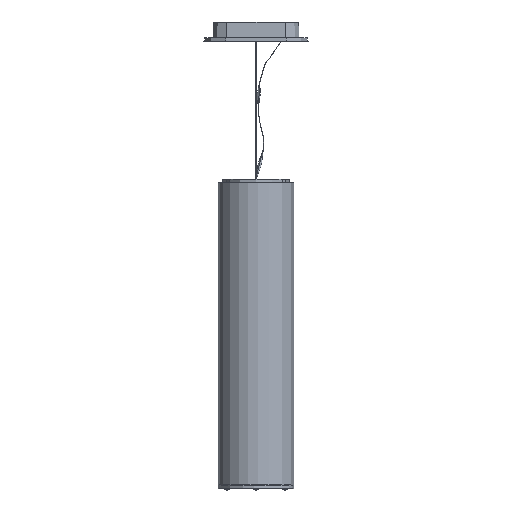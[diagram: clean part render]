
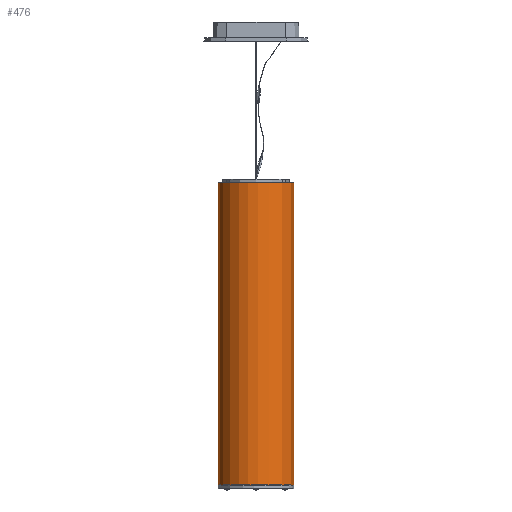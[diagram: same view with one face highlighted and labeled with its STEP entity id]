
A CAD part, front view. The second image highlights one B-rep face of the part: STEP entity #476.
In plain terms, the highlighted cylindrical face has radius 45 mm (diameter 90 mm), a partial arc.
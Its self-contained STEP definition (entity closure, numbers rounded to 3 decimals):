
#476=ADVANCED_FACE('',(#810),#5083,.T.);
#810=FACE_OUTER_BOUND('',#1168,.T.);
#1168=EDGE_LOOP('',(#2673,#2674,#2675,#2676));
#2673=ORIENTED_EDGE('',*,*,#3508,.T.);
#2674=ORIENTED_EDGE('',*,*,#3485,.F.);
#2675=ORIENTED_EDGE('',*,*,#3484,.F.);
#2676=ORIENTED_EDGE('',*,*,#3483,.T.);
#3483=EDGE_CURVE('',#4750,#4764,#3983,.T.);
#3484=EDGE_CURVE('',#4750,#4751,#3984,.T.);
#3485=EDGE_CURVE('',#4751,#4765,#3985,.T.);
#3508=EDGE_CURVE('',#4764,#4765,#4000,.T.);
#3983=(
BOUNDED_CURVE()
B_SPLINE_CURVE(2,(#21122,#21123,#21124,#21125,#21126),.UNSPECIFIED.,.F.,
 .F.)
B_SPLINE_CURVE_WITH_KNOTS((3,2,3),(0.,70.686,141.372),
 .UNSPECIFIED.)
CURVE()
GEOMETRIC_REPRESENTATION_ITEM()
RATIONAL_B_SPLINE_CURVE((1.,0.707,1.,0.707,1.))
REPRESENTATION_ITEM('')
);
#3984=(
BOUNDED_CURVE()
B_SPLINE_CURVE(1,(#21127,#21128),.UNSPECIFIED.,.F.,.F.)
B_SPLINE_CURVE_WITH_KNOTS((2,2),(0.,360.),.UNSPECIFIED.)
CURVE()
GEOMETRIC_REPRESENTATION_ITEM()
RATIONAL_B_SPLINE_CURVE((1.,1.))
REPRESENTATION_ITEM('')
);
#3985=(
BOUNDED_CURVE()
B_SPLINE_CURVE(2,(#21129,#21130,#21131,#21132,#21133),.UNSPECIFIED.,.F.,
 .F.)
B_SPLINE_CURVE_WITH_KNOTS((3,2,3),(0.,70.686,141.372),
 .UNSPECIFIED.)
CURVE()
GEOMETRIC_REPRESENTATION_ITEM()
RATIONAL_B_SPLINE_CURVE((1.,0.707,1.,0.707,1.))
REPRESENTATION_ITEM('')
);
#4000=(
BOUNDED_CURVE()
B_SPLINE_CURVE(1,(#21360,#21361),.UNSPECIFIED.,.F.,.F.)
B_SPLINE_CURVE_WITH_KNOTS((2,2),(0.,360.),.UNSPECIFIED.)
CURVE()
GEOMETRIC_REPRESENTATION_ITEM()
RATIONAL_B_SPLINE_CURVE((1.,1.))
REPRESENTATION_ITEM('')
);
#4750=VERTEX_POINT('',#21106);
#4751=VERTEX_POINT('',#21107);
#4764=VERTEX_POINT('',#21120);
#4765=VERTEX_POINT('',#21121);
#5083=CYLINDRICAL_SURFACE('',#5258,45.);
#5258=AXIS2_PLACEMENT_3D('',#19872,#5420,$);
#5420=DIRECTION('',(0.,0.,-1.));
#19872=CARTESIAN_POINT('',(0.,11.5,-450.116));
#21106=CARTESIAN_POINT('',(45.,11.5,-270.116));
#21107=CARTESIAN_POINT('',(45.,11.5,-630.116));
#21120=CARTESIAN_POINT('',(-45.,11.5,-270.116));
#21121=CARTESIAN_POINT('',(-45.,11.5,-630.116));
#21122=CARTESIAN_POINT('',(45.,11.5,-270.116));
#21123=CARTESIAN_POINT('',(45.,-33.5,-270.116));
#21124=CARTESIAN_POINT('',(0.,-33.5,-270.116));
#21125=CARTESIAN_POINT('',(-45.,-33.5,-270.116));
#21126=CARTESIAN_POINT('',(-45.,11.5,-270.116));
#21127=CARTESIAN_POINT('',(45.,11.5,-270.116));
#21128=CARTESIAN_POINT('',(45.,11.5,-630.116));
#21129=CARTESIAN_POINT('',(45.,11.5,-630.116));
#21130=CARTESIAN_POINT('',(45.,-33.5,-630.116));
#21131=CARTESIAN_POINT('',(0.,-33.5,-630.116));
#21132=CARTESIAN_POINT('',(-45.,-33.5,-630.116));
#21133=CARTESIAN_POINT('',(-45.,11.5,-630.116));
#21360=CARTESIAN_POINT('',(-45.,11.5,-270.116));
#21361=CARTESIAN_POINT('',(-45.,11.5,-630.116));
